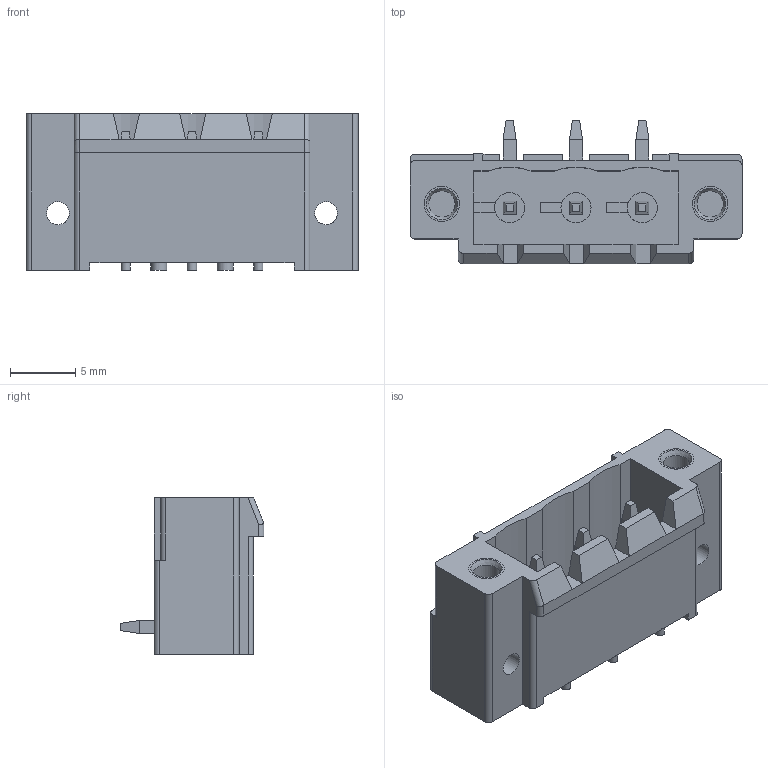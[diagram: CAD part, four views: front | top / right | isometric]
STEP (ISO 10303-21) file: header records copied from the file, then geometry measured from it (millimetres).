
FILE_DESCRIPTION( ( 'Unknown' ), '1' );
FILE_NAME( '691701550003B.stp', 'Unknown', ( 'Quentin LAIDEBEUR' ), ( 'WE' ), 'PSStep 15.0.49', 'Sample-box', ' ' );
FILE_SCHEMA( ( 'AUTOMOTIVE_DESIGN { 1 0 10303 214 1 1 1 1 }' ) );
Length unit declared in the file: millimetre
Products named in the file (4): Assem1; 03; 6917015500xxB_PIN; 6917015500xxB_Thread
Assembly tree (6 placements, depth 2):
  Assem1
    03
    6917015500xxB_PIN  x3
    6917015500xxB_Thread  x2
Bounding box: 25.4 x 11 x 12 mm (x, y, z)
Volume: 1118.8 mm3; surface area: 2330.1 mm2
Topology: 6 solids, 6 shells, 227 faces, 604 edges, 388 vertices
Faces by surface type: plane 184, cylinder 41, cone 2
Full cylindrical faces by diameter (mm): 0.7 x3, 1.2 x2, 1.75 x4, 2.013 x2, 2.3 x3, 2.7 x4
Entity records: 7296 total; most frequent: CARTESIAN_POINT 1005, ORIENTED_EDGE 974, DIRECTION 956, EDGE_CURVE 487, LINE 404, VECTOR 404, VERTEX_POINT 325, AXIS2_PLACEMENT_3D 276
